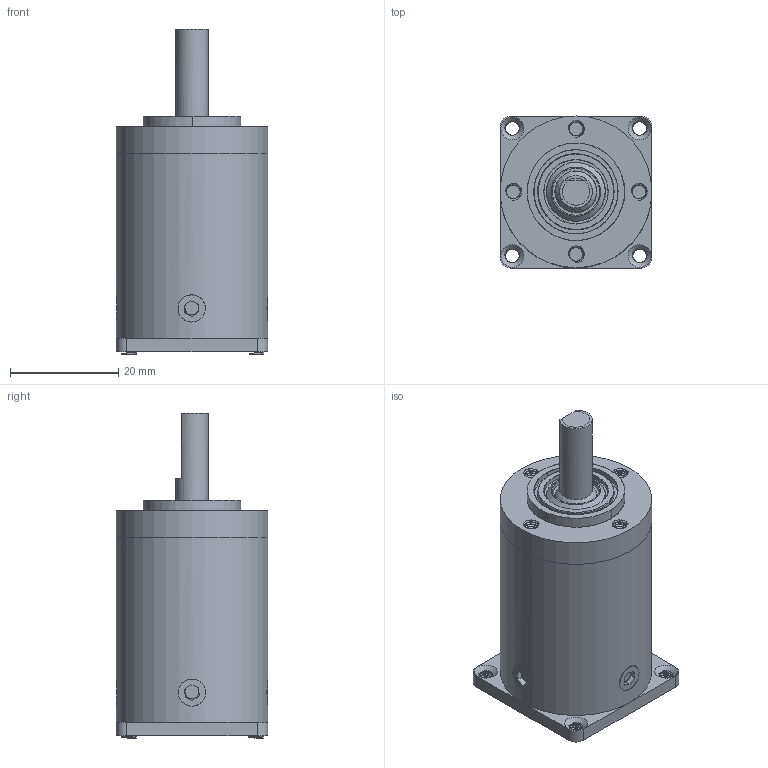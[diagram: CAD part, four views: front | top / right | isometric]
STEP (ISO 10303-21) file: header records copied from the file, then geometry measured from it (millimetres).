
FILE_DESCRIPTION(/* description */ (''),/* implementation_level */ '2;1');
FILE_NAME(/* name */ '11HS20-0674S-PG51 v3.step',/* time_stamp */ '2022-03-06T11:48:26+01:00',/* author */ (''),/* organization */ (''),/* preprocessor_version */ 'ST-DEVELOPER v18.1',/* originating_system */ 'Autodesk Translation Framework v10.13.0.1454',/* authorisation */ '');
FILE_SCHEMA (('AUTOMOTIVE_DESIGN { 1 0 10303 214 3 1 1 }'));
Length unit declared in the file: millimetre
Products named in the file (1): 11HS20-0674S-PG51
Bounding box: 28 x 28.01 x 60 mm (x, y, z)
Volume: 26606.2 mm3; surface area: 9762.7 mm2
Topology: 20 solids, 20 shells, 430 faces, 1133 edges, 749 vertices
Faces by surface type: cylinder 259, plane 103, bspline 54, cone 11, torus 3
Full cylindrical faces by diameter (mm): 2.356 x8, 2.529 x36, 2.927 x12, 3.086 x20, 5 x3, 6 x2, 7.696 x2, 8.663 x1, 9.088 x2, 10.853 x2, 11.839 x1, 14.08 x2, 15.518 x1, 15.526 x2, 18 x1, 28 x2
Entity records: 30443 total; most frequent: CARTESIAN_POINT 20790, ORIENTED_EDGE 2266, DIRECTION 1495, EDGE_CURVE 1133, VERTEX_POINT 749, AXIS2_PLACEMENT_3D 572, B_SPLINE_CURVE_WITH_KNOTS 571, EDGE_LOOP 474
